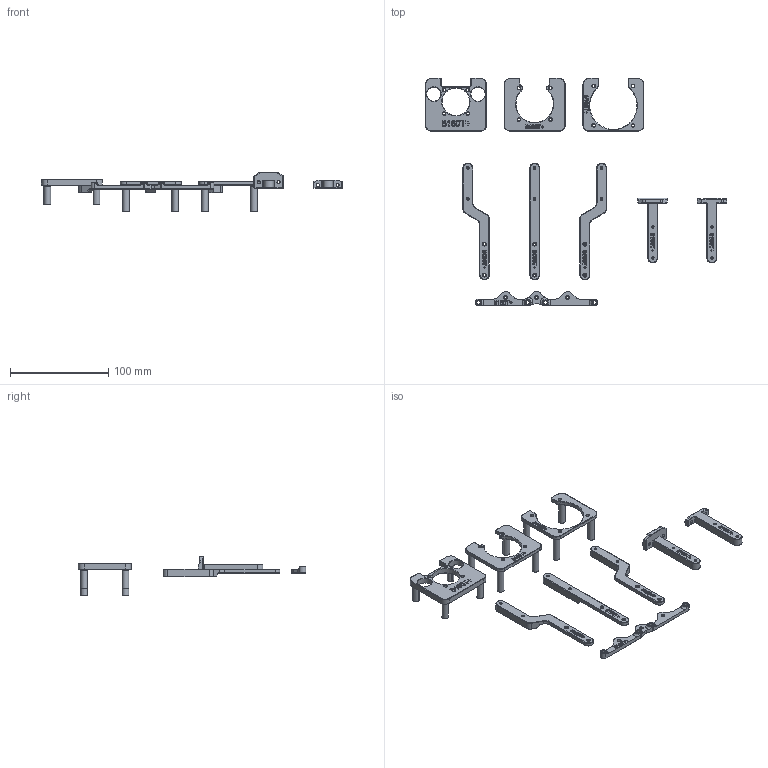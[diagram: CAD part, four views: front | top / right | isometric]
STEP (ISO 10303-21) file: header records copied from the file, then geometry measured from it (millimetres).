
FILE_DESCRIPTION(/* description */ (''),/* implementation_level */ '2;1');
FILE_NAME(/* name */ 'mounts_btt_5160t_plus.step',/* time_stamp */ '2024-01-18T10:09:09-06:00',/* author */ (''),/* organization */ (''),/* preprocessor_version */ 'ST-DEVELOPER v20',/* originating_system */ 'Autodesk Translation Framework v12.14.0.127',/* authorisation */ '');
FILE_SCHEMA (('AUTOMOTIVE_DESIGN { 1 0 10303 214 3 1 1 }'));
Products named in the file (11): Fan Mount BTT 5160 Plus; Fan Bracket; Single Fan; 30mm Fan; 40mm Fan; 50mm Fan; PCB Mount; Pairing Bracket BTT TMC5160T Plus; DIN Bracket BTT TMC5160T Plus; 2020 Bracket BTT TMC5160T Plus; 1515 Bracket BTT TMC5160T Plus
Assembly tree (10 placements, depth 4):
  Fan Mount BTT 5160 Plus
    Fan Bracket
      Single Fan
        30mm Fan
        40mm Fan
        50mm Fan
    PCB Mount
      Pairing Bracket BTT TMC5160T Plus
      DIN Bracket BTT TMC5160T Plus
      2020 Bracket BTT TMC5160T Plus
      1515 Bracket BTT TMC5160T Plus
Bounding box: 305.95 x 231.25 x 40 mm (x, y, z)
Volume: 72553.1 mm3; surface area: 45140.8 mm2
Topology: 9 solids, 9 shells, 1703 faces, 4405 edges, 2811 vertices
Faces by surface type: plane 709, bspline 618, cone 195, cylinder 161, torus 20
Full cylindrical faces by diameter (mm): 1.8 x4, 1.9 x6, 2.4 x9, 2.8 x12, 2.9 x12, 3.2 x4, 3.4 x4, 4 x9, 6.6 x4, 6.8 x10, 14.5 x2, 28 x1
Entity records: 59308 total; most frequent: CARTESIAN_POINT 21233, ORIENTED_EDGE 8810, DIRECTION 5970, EDGE_CURVE 4405, VERTEX_POINT 2811, LINE 2526, VECTOR 2526, EDGE_LOOP 1878
